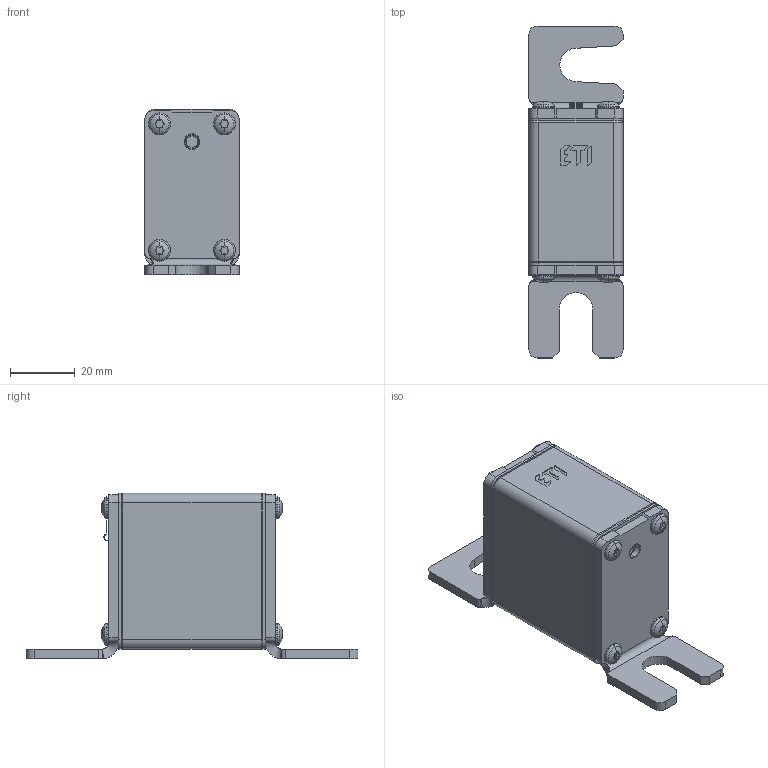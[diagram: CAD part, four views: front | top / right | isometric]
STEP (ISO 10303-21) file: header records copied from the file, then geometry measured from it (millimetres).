
FILE_DESCRIPTION((''),'2;1');
FILE_NAME('004301107_ASM','2021-10-04T',('marketing.praksa'),('Audax d.o.o.'),'CREO PARAMETRIC BY PTC INC, 2017480','CREO PARAMETRIC BY PTC INC, 2017480','');
FILE_SCHEMA(('AUTOMOTIVE_DESIGN { 1 0 10303 214 1 1 1 1 }'));
Length unit declared in the file: millimetre
Products named in the file (9): 0000003725_3; 0000011548_1_1_2_3_4; 0000029826_1; 0000051711_1; 0000011586_1_1_2_3_4_5_6_7_8; 0000011580_1_1_2_3_4_5_6_7_8_14; 0000011599_1_1_2_3_4_5_6_7_8_14; 0000033225_1_1_2_3_4; 004301107_ASM
Assembly tree (17 placements, depth 2):
  004301107_ASM
    0000003725_3
    0000011548_1_1_2_3_4  x2
    0000029826_1
    0000051711_1
    0000011586_1_1_2_3_4_5_6_7_8
    0000011580_1_1_2_3_4_5_6_7_8_14
    0000011599_1_1_2_3_4_5_6_7_8_14  x2
    0000033225_1_1_2_3_4  x8
Bounding box: 29 x 102.3 x 51 mm (x, y, z)
Volume: 72758.8 mm3; surface area: 27513.9 mm2
Topology: 17 solids, 33 shells, 1135 faces, 2890 edges, 1796 vertices
Faces by surface type: cylinder 485, plane 483, torus 56, cone 52, bspline 43, sphere 16
Entity records: 23524 total; most frequent: CARTESIAN_POINT 4500, DIRECTION 2722, ORIENTED_EDGE 2488, EDGE_CURVE 1262, AXIS2_PLACEMENT_3D 1045, PRESENTATION_STYLE_ASSIGNMENT 980, STYLED_ITEM 929, VERTEX_POINT 801
